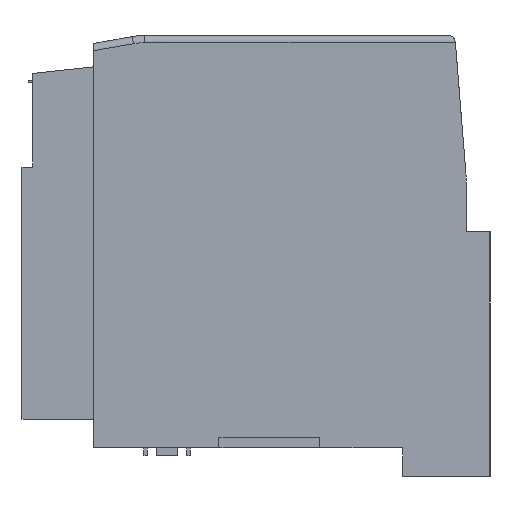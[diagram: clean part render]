
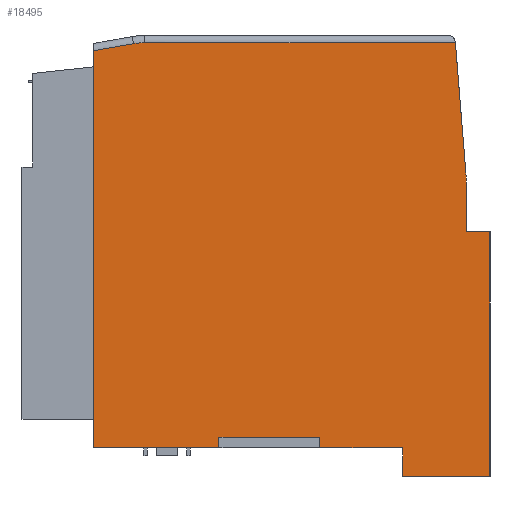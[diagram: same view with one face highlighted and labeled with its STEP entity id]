
A CAD part, left-side view. The second image highlights one B-rep face of the part: STEP entity #18495.
In plain terms, the highlighted planar face has unit normal (-1, 0, 0).
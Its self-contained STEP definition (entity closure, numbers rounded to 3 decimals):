
#93 = ORIENTED_EDGE ( 'NONE', *, *, #11034, .T. ) ;
#133 = EDGE_CURVE ( 'NONE', #20289, #848, #15332, .T. ) ;
#160 = VECTOR ( 'NONE', #7388, 1000. ) ;
#384 = DIRECTION ( 'NONE',  ( 0., 0., -1. ) ) ;
#401 = ORIENTED_EDGE ( 'NONE', *, *, #15835, .F. ) ;
#458 = DIRECTION ( 'NONE',  ( 0., 1., 0. ) ) ;
#496 = DIRECTION ( 'NONE',  ( 0., 0., 1. ) ) ;
#752 = CARTESIAN_POINT ( 'NONE',  ( -44.35, 20.332, 56.216 ) ) ;
#814 = LINE ( 'NONE', #23284, #15056 ) ;
#848 = VERTEX_POINT ( 'NONE', #20308 ) ;
#924 = VECTOR ( 'NONE', #13817, 1000. ) ;
#1767 = CARTESIAN_POINT ( 'NONE',  ( -44.35, 18.784, 47.35 ) ) ;
#2014 = ORIENTED_EDGE ( 'NONE', *, *, #7698, .F. ) ;
#2055 = AXIS2_PLACEMENT_3D ( 'NONE', #1767, #17681, #4050 ) ;
#2487 = DIRECTION ( 'NONE',  ( 0., 1., 0. ) ) ;
#2582 = CARTESIAN_POINT ( 'NONE',  ( -44.35, -29.25, -4. ) ) ;
#2797 = CARTESIAN_POINT ( 'NONE',  ( -44.35, -17.09, -4. ) ) ;
#2835 = CARTESIAN_POINT ( 'NONE',  ( -44.35, 8.45, 0. ) ) ;
#3069 = VECTOR ( 'NONE', #15754, 1000. ) ;
#3200 = LINE ( 'NONE', #21452, #20615 ) ;
#3531 = ORIENTED_EDGE ( 'NONE', *, *, #17908, .T. ) ;
#3654 = VERTEX_POINT ( 'NONE', #25694 ) ;
#4050 = DIRECTION ( 'NONE',  ( 0., 0., -1. ) ) ;
#4241 = LINE ( 'NONE', #14106, #16343 ) ;
#4523 = CARTESIAN_POINT ( 'NONE',  ( -44.35, -25.95, 30.05 ) ) ;
#4673 = CARTESIAN_POINT ( 'NONE',  ( -44.35, -25.95, 56.35 ) ) ;
#4925 = VERTEX_POINT ( 'NONE', #26628 ) ;
#5451 = VERTEX_POINT ( 'NONE', #13968 ) ;
#5464 = LINE ( 'NONE', #22237, #11504 ) ;
#5504 = LINE ( 'NONE', #7600, #28258 ) ;
#6222 = LINE ( 'NONE', #7279, #160 ) ;
#6912 = EDGE_CURVE ( 'NONE', #23389, #5451, #3200, .T. ) ;
#7279 = CARTESIAN_POINT ( 'NONE',  ( -44.35, 8.45, 1.5 ) ) ;
#7287 = CARTESIAN_POINT ( 'NONE',  ( -44.35, -25.95, 57.35 ) ) ;
#7343 = EDGE_LOOP ( 'NONE', ( #16824, #17485, #29390, #8383, #29278, #3531, #12951, #2014, #93, #19097, #401, #19096, #9435, #24375, #19285, #25173 ) ) ;
#7388 = DIRECTION ( 'NONE',  ( 0., 0., -1. ) ) ;
#7541 = VECTOR ( 'NONE', #496, 1000. ) ;
#7600 = CARTESIAN_POINT ( 'NONE',  ( -44.35, -24.35, 57.35 ) ) ;
#7698 = EDGE_CURVE ( 'NONE', #18313, #16536, #18360, .T. ) ;
#7816 = DIRECTION ( 'NONE',  ( 0., 1., 0. ) ) ;
#8205 = EDGE_CURVE ( 'NONE', #17768, #25508, #5464, .T. ) ;
#8383 = ORIENTED_EDGE ( 'NONE', *, *, #9848, .T. ) ;
#8469 = FACE_OUTER_BOUND ( 'NONE', #7343, .T. ) ;
#8525 = VERTEX_POINT ( 'NONE', #16555 ) ;
#8991 = EDGE_CURVE ( 'NONE', #22933, #8525, #20280, .T. ) ;
#9435 = ORIENTED_EDGE ( 'NONE', *, *, #24500, .F. ) ;
#9652 = DIRECTION ( 'NONE',  ( 0., 0., -1. ) ) ;
#9848 = EDGE_CURVE ( 'NONE', #18302, #17768, #27231, .T. ) ;
#10031 = DIRECTION ( 'NONE',  ( 0., -1., 0. ) ) ;
#10359 = VERTEX_POINT ( 'NONE', #11677 ) ;
#10485 = DIRECTION ( 'NONE',  ( -1., 0., 0. ) ) ;
#10514 = EDGE_CURVE ( 'NONE', #22933, #4925, #5504, .T. ) ;
#10983 = CARTESIAN_POINT ( 'NONE',  ( -44.35, -25.95, 0. ) ) ;
#11034 = EDGE_CURVE ( 'NONE', #18313, #20289, #814, .T. ) ;
#11357 = AXIS2_PLACEMENT_3D ( 'NONE', #27628, #14036, #384 ) ;
#11504 = VECTOR ( 'NONE', #24422, 1000. ) ;
#11519 = PLANE ( 'NONE',  #11357 ) ;
#11597 = CIRCLE ( 'NONE', #2055, 9. ) ;
#11677 = CARTESIAN_POINT ( 'NONE',  ( -44.35, -25.95, 36.791 ) ) ;
#12951 = ORIENTED_EDGE ( 'NONE', *, *, #15100, .F. ) ;
#13512 = VECTOR ( 'NONE', #2487, 1000. ) ;
#13593 = LINE ( 'NONE', #28330, #25698 ) ;
#13817 = DIRECTION ( 'NONE',  ( 0., 1., 0. ) ) ;
#13867 = LINE ( 'NONE', #15299, #25244 ) ;
#13968 = CARTESIAN_POINT ( 'NONE',  ( -44.35, -17.09, -4. ) ) ;
#14036 = DIRECTION ( 'NONE',  ( 1., 0., 0. ) ) ;
#14106 = CARTESIAN_POINT ( 'NONE',  ( -44.35, -29.25, 30.05 ) ) ;
#14471 = DIRECTION ( 'NONE',  ( 0., -0.081, -0.997 ) ) ;
#14574 = CARTESIAN_POINT ( 'NONE',  ( -44.35, -5.55, 1.5 ) ) ;
#14660 = EDGE_CURVE ( 'NONE', #10359, #4925, #26214, .T. ) ;
#14756 = DIRECTION ( 'NONE',  ( 0., 0., -1. ) ) ;
#15056 = VECTOR ( 'NONE', #9652, 1000. ) ;
#15100 = EDGE_CURVE ( 'NONE', #16536, #29041, #6222, .T. ) ;
#15299 = CARTESIAN_POINT ( 'NONE',  ( -44.35, -25.95, 0. ) ) ;
#15332 = LINE ( 'NONE', #10983, #21381 ) ;
#15754 = DIRECTION ( 'NONE',  ( 0., 0.985, -0.172 ) ) ;
#15835 = EDGE_CURVE ( 'NONE', #5451, #848, #25684, .T. ) ;
#16343 = VECTOR ( 'NONE', #458, 1000. ) ;
#16427 = DIRECTION ( 'NONE',  ( 0., 0., -1. ) ) ;
#16536 = VERTEX_POINT ( 'NONE', #26308 ) ;
#16555 = CARTESIAN_POINT ( 'NONE',  ( -44.35, 18.784, 56.35 ) ) ;
#16668 = CARTESIAN_POINT ( 'NONE',  ( -44.35, 25.95, 0. ) ) ;
#16824 = ORIENTED_EDGE ( 'NONE', *, *, #10514, .F. ) ;
#16938 = EDGE_CURVE ( 'NONE', #10359, #19430, #21834, .T. ) ;
#17485 = ORIENTED_EDGE ( 'NONE', *, *, #8991, .T. ) ;
#17572 = DIRECTION ( 'NONE',  ( 0., -1., 0. ) ) ;
#17681 = DIRECTION ( 'NONE',  ( -1., 0., 0. ) ) ;
#17768 = VERTEX_POINT ( 'NONE', #19292 ) ;
#17908 = EDGE_CURVE ( 'NONE', #25508, #29041, #13867, .T. ) ;
#18302 = VERTEX_POINT ( 'NONE', #752 ) ;
#18313 = VERTEX_POINT ( 'NONE', #14574 ) ;
#18360 = LINE ( 'NONE', #27410, #924 ) ;
#18495 = ADVANCED_FACE ( 'NONE', ( #8469 ), #11519, .F. ) ;
#18801 = EDGE_CURVE ( 'NONE', #8525, #18302, #11597, .T. ) ;
#19096 = ORIENTED_EDGE ( 'NONE', *, *, #6912, .F. ) ;
#19097 = ORIENTED_EDGE ( 'NONE', *, *, #133, .T. ) ;
#19285 = ORIENTED_EDGE ( 'NONE', *, *, #16938, .F. ) ;
#19292 = CARTESIAN_POINT ( 'NONE',  ( -44.35, 25.95, 55.235 ) ) ;
#19430 = VERTEX_POINT ( 'NONE', #4523 ) ;
#20280 = LINE ( 'NONE', #4673, #13512 ) ;
#20289 = VERTEX_POINT ( 'NONE', #25758 ) ;
#20308 = CARTESIAN_POINT ( 'NONE',  ( -44.35, -17.09, 0. ) ) ;
#20330 = CARTESIAN_POINT ( 'NONE',  ( -44.35, -24.773, 64.091 ) ) ;
#20615 = VECTOR ( 'NONE', #7816, 1000. ) ;
#20706 = EDGE_CURVE ( 'NONE', #3654, #19430, #4241, .T. ) ;
#21381 = VECTOR ( 'NONE', #10031, 1000. ) ;
#21431 = AXIS2_PLACEMENT_3D ( 'NONE', #24126, #10485, #26393 ) ;
#21452 = CARTESIAN_POINT ( 'NONE',  ( -44.35, -17.09, -4. ) ) ;
#21834 = LINE ( 'NONE', #7287, #27837 ) ;
#22237 = CARTESIAN_POINT ( 'NONE',  ( -44.35, 25.95, 57.35 ) ) ;
#22933 = VERTEX_POINT ( 'NONE', #25686 ) ;
#23284 = CARTESIAN_POINT ( 'NONE',  ( -44.35, -5.55, 1.5 ) ) ;
#23389 = VERTEX_POINT ( 'NONE', #2582 ) ;
#24126 = CARTESIAN_POINT ( 'NONE',  ( -44.35, -5.95, 36.791 ) ) ;
#24375 = ORIENTED_EDGE ( 'NONE', *, *, #20706, .T. ) ;
#24422 = DIRECTION ( 'NONE',  ( 0., 0., -1. ) ) ;
#24500 = EDGE_CURVE ( 'NONE', #3654, #23389, #13593, .T. ) ;
#25173 = ORIENTED_EDGE ( 'NONE', *, *, #14660, .T. ) ;
#25244 = VECTOR ( 'NONE', #17572, 1000. ) ;
#25508 = VERTEX_POINT ( 'NONE', #16668 ) ;
#25684 = LINE ( 'NONE', #2797, #7541 ) ;
#25686 = CARTESIAN_POINT ( 'NONE',  ( -44.35, -24.431, 56.35 ) ) ;
#25694 = CARTESIAN_POINT ( 'NONE',  ( -44.35, -29.25, 30.05 ) ) ;
#25698 = VECTOR ( 'NONE', #14756, 1000. ) ;
#25758 = CARTESIAN_POINT ( 'NONE',  ( -44.35, -5.55, 0. ) ) ;
#26214 = CIRCLE ( 'NONE', #21431, 20. ) ;
#26308 = CARTESIAN_POINT ( 'NONE',  ( -44.35, 8.45, 1.5 ) ) ;
#26393 = DIRECTION ( 'NONE',  ( 0., 0., -1. ) ) ;
#26628 = CARTESIAN_POINT ( 'NONE',  ( -44.35, -25.885, 38.406 ) ) ;
#27231 = LINE ( 'NONE', #20330, #3069 ) ;
#27410 = CARTESIAN_POINT ( 'NONE',  ( -44.35, 0., 1.5 ) ) ;
#27628 = CARTESIAN_POINT ( 'NONE',  ( -44.35, -25.95, 57.35 ) ) ;
#27837 = VECTOR ( 'NONE', #16427, 1000. ) ;
#28258 = VECTOR ( 'NONE', #14471, 1000. ) ;
#28330 = CARTESIAN_POINT ( 'NONE',  ( -44.35, -29.25, 30.05 ) ) ;
#29041 = VERTEX_POINT ( 'NONE', #2835 ) ;
#29278 = ORIENTED_EDGE ( 'NONE', *, *, #8205, .T. ) ;
#29390 = ORIENTED_EDGE ( 'NONE', *, *, #18801, .T. ) ;
